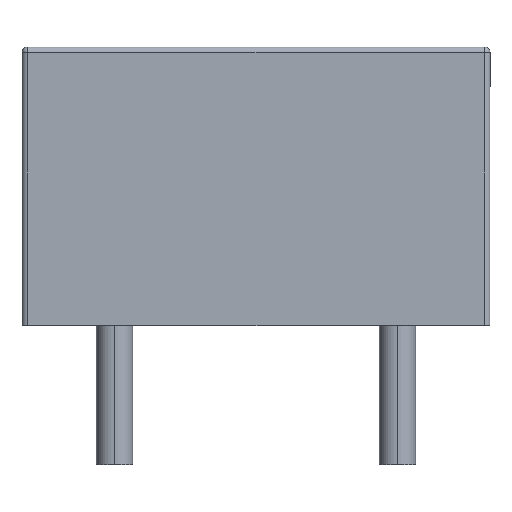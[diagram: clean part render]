
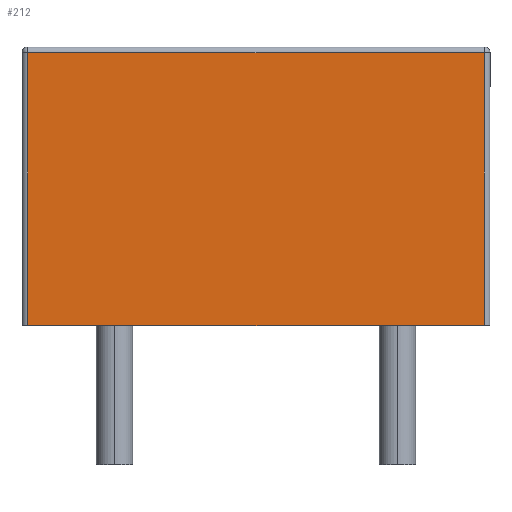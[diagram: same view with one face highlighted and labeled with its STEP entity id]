
A CAD part, top view. The second image highlights one B-rep face of the part: STEP entity #212.
In plain terms, the highlighted planar face has unit normal (0, 0, 1).
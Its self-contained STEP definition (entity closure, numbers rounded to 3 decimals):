
#9 = CARTESIAN_POINT ( 'NONE',  ( 4.1, 5.4, 1.25 ) ) ;
#71 = DIRECTION ( 'NONE',  ( 0., -1., 0. ) ) ;
#74 = VECTOR ( 'NONE', #377, 1000. ) ;
#87 = EDGE_CURVE ( 'NONE', #298, #329, #660, .T. ) ;
#97 = VECTOR ( 'NONE', #149, 1000. ) ;
#119 = EDGE_CURVE ( 'NONE', #482, #298, #226, .T. ) ;
#127 = CARTESIAN_POINT ( 'NONE',  ( -4.1, 5.4, 1.25 ) ) ;
#147 = VERTEX_POINT ( 'NONE', #365 ) ;
#149 = DIRECTION ( 'NONE',  ( 0., 1., 0. ) ) ;
#212 = ADVANCED_FACE ( 'NONE', ( #578 ), #501, .T. ) ;
#218 = CARTESIAN_POINT ( 'NONE',  ( -4.2, 0.5, 1.25 ) ) ;
#226 = LINE ( 'NONE', #364, #97 ) ;
#235 = CARTESIAN_POINT ( 'NONE',  ( 4.1, 0.5, 1.25 ) ) ;
#261 = EDGE_CURVE ( 'NONE', #147, #482, #414, .T. ) ;
#296 = ORIENTED_EDGE ( 'NONE', *, *, #261, .T. ) ;
#298 = VERTEX_POINT ( 'NONE', #9 ) ;
#312 = DIRECTION ( 'NONE',  ( -1., 0., 0. ) ) ;
#323 = DIRECTION ( 'NONE',  ( 1., 0., 0. ) ) ;
#329 = VERTEX_POINT ( 'NONE', #127 ) ;
#337 = LINE ( 'NONE', #509, #488 ) ;
#338 = ORIENTED_EDGE ( 'NONE', *, *, #87, .T. ) ;
#364 = CARTESIAN_POINT ( 'NONE',  ( 4.1, 5.5, 1.25 ) ) ;
#365 = CARTESIAN_POINT ( 'NONE',  ( -4.1, 0.5, 1.25 ) ) ;
#366 = EDGE_CURVE ( 'NONE', #329, #147, #337, .T. ) ;
#377 = DIRECTION ( 'NONE',  ( 1., 0., 0. ) ) ;
#396 = AXIS2_PLACEMENT_3D ( 'NONE', #490, #655, #323 ) ;
#409 = ORIENTED_EDGE ( 'NONE', *, *, #366, .T. ) ;
#414 = LINE ( 'NONE', #218, #74 ) ;
#457 = ORIENTED_EDGE ( 'NONE', *, *, #119, .T. ) ;
#482 = VERTEX_POINT ( 'NONE', #235 ) ;
#488 = VECTOR ( 'NONE', #71, 1000. ) ;
#490 = CARTESIAN_POINT ( 'NONE',  ( 0., 0., 1.25 ) ) ;
#501 = PLANE ( 'NONE',  #396 ) ;
#509 = CARTESIAN_POINT ( 'NONE',  ( -4.1, 0.5, 1.25 ) ) ;
#551 = EDGE_LOOP ( 'NONE', ( #338, #409, #296, #457 ) ) ;
#578 = FACE_OUTER_BOUND ( 'NONE', #551, .T. ) ;
#652 = CARTESIAN_POINT ( 'NONE',  ( -4.2, 5.4, 1.25 ) ) ;
#655 = DIRECTION ( 'NONE',  ( 0., 0., 1. ) ) ;
#660 = LINE ( 'NONE', #652, #674 ) ;
#674 = VECTOR ( 'NONE', #312, 1000. ) ;
